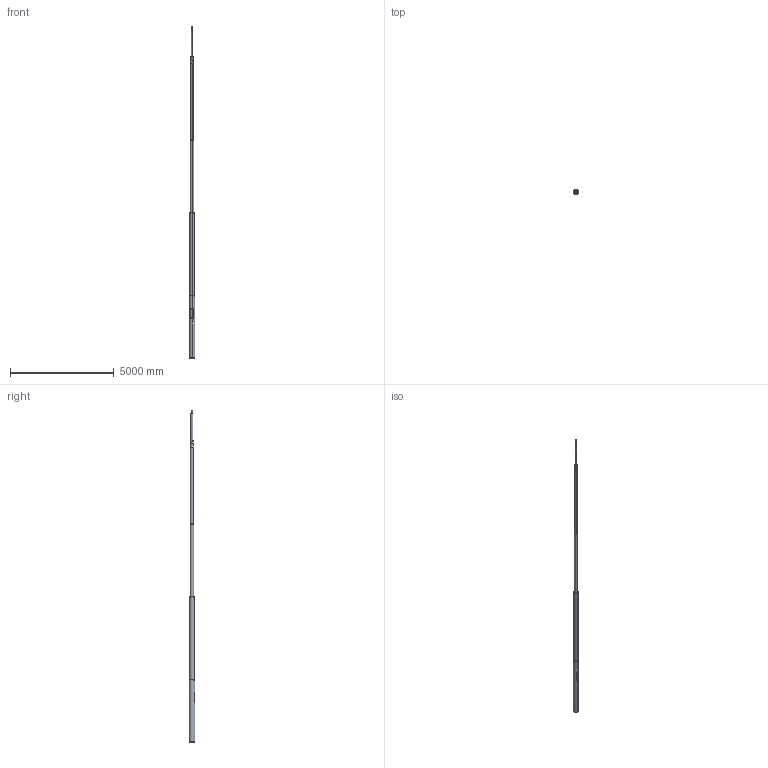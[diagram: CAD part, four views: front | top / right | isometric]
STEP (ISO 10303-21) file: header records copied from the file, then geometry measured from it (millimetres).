
FILE_DESCRIPTION (( 'STEP AP214' ), '1' );
FILE_NAME ('110370KGXS S200C315O 4608112 S-VARTINEN OLAKEPYLVÄS_3D.step', '2022-05-28T14:41:41', ( '' ), ( '' ), 'SwSTEP 2.0', 'SolidWorks 2021', '' );
FILE_SCHEMA (( 'AUTOMOTIVE_DESIGN' ));
Length unit declared in the file: millimetre
Products named in the file (18): 110370KGXS S200C315O 4608112 S-VARTINEN OLAKEPYLVÄS_3D; SOVITERENGAS OLAKEVARSI_SOVITERENGAS D89-D139; YKSI R_KYTKENTÄAUKON LUUKKU_LUUKKU D273; 139,7X3,6 PYÖREÄPUTKI-LATVA 2X LATVAREIÄT_139,7X3,6 2X LATVAREIŽT-4000; 219,1X4,5 PYÖREÄPUTKI-VÄLI_273-219-168 VŽLIPUTKI TASAPŽŽT-4000; socket set screw cone point_din_DIN 914 - M10 x 40-N; 273,0X5,0 PY烼E鵬UTKI-TYVI_273,0X5,0 TYVIPUTKI-3000; S-OLAKEVARREN AIHIO_S200CO; socket head cap screw_din_DIN 912 M6 x 16 --- 16N; socket set screw cone point_din_DIN 914 - M10 x 30-N; SOVITERENGAS SORVATTU_D273-D219; KYTKENTÄAUKON LATTARAUTA_LATTA 4X20X150; SOVITERENGAS SORVATTU_D219-D168; LATTA 5X16X460 KYTKENTÄAUKON VAHVIKE_C 1; C315O OLAKERUNKO_C315O; S-OLAKEVARSI_S200CO; 168,3X4,0 PYÖREÄPUTKI-VÄLI_219-168-140 VŽLIPUTKI TASAPŽŽT-3500; OLAKEVARREN LATTA_LATTA 3X20X200
Assembly tree (31 placements, depth 3):
  110370KGXS S200C315O 4608112 S-VARTINEN OLAKEPYLVÄS_3D
    S-OLAKEVARSI_S200CO
      S-OLAKEVARREN AIHIO_S200CO
      SOVITERENGAS OLAKEVARSI_SOVITERENGAS D89-D139
      OLAKEVARREN LATTA_LATTA 3X20X200  x4
    C315O OLAKERUNKO_C315O
      273,0X5,0 PY烼E鵬UTKI-TYVI_273,0X5,0 TYVIPUTKI-3000
      SOVITERENGAS SORVATTU_D273-D219
      SOVITERENGAS SORVATTU_D219-D168
      219,1X4,5 PYÖREÄPUTKI-VÄLI_273-219-168 VŽLIPUTKI TASAPŽŽT-4000
      168,3X4,0 PYÖREÄPUTKI-VÄLI_219-168-140 VŽLIPUTKI TASAPŽŽT-3500
      139,7X3,6 PYÖREÄPUTKI-LATVA 2X LATVAREIÄT_139,7X3,6 2X LATVAREIŽT-4000
      socket set screw cone point_din_DIN 914 - M10 x 40-N
      socket set screw cone point_din_DIN 914 - M10 x 30-N  x7
      YKSI R_KYTKENTÄAUKON LUUKKU_LUUKKU D273
      socket head cap screw_din_DIN 912 M6 x 16 --- 16N  x4
      KYTKENTÄAUKON LATTARAUTA_LATTA 4X20X150  x2
      LATTA 5X16X460 KYTKENTÄAUKON VAHVIKE_C 1  x2
Bounding box: 273 x 280.5 x 16000 mm (x, y, z)
Volume: 39613867.5 mm3; surface area: 18853524.6 mm2
Topology: 29 solids, 29 shells, 453 faces, 1058 edges, 652 vertices
Faces by surface type: plane 213, cylinder 124, cone 92, torus 22, bspline 2
Entity records: 10706 total; most frequent: CARTESIAN_POINT 3893, DIRECTION 1286, ORIENTED_EDGE 1248, EDGE_CURVE 624, AXIS2_PLACEMENT_3D 488, VERTEX_POINT 389, LINE 310, VECTOR 310
